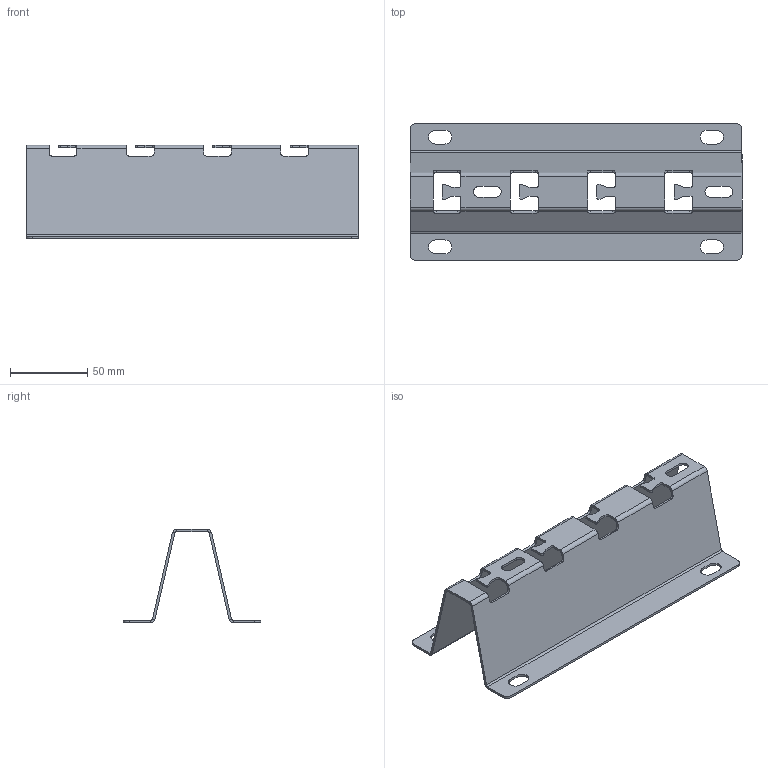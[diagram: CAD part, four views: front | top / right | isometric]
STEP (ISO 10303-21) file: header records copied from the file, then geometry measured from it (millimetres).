
FILE_DESCRIPTION (( 'STEP AP214' ), '1' );
FILE_NAME ('knn200 Êðîíøòåéí íàñòåííî-íàïîëüíûé 200 EKF.STEP', '2020-08-26T12:54:04', ( '' ), ( '' ), 'SwSTEP 2.0', 'SolidWorks 2019', '' );
FILE_SCHEMA (( 'AUTOMOTIVE_DESIGN' ));
Length unit declared in the file: millimetre
Products named in the file (1): knn200 Êðîíøòåéí íàñòåííî-íàïîëüíûé 200 EKF
Bounding box: 215 x 89.12 x 60.41 mm (x, y, z)
Volume: 53969.8 mm3; surface area: 74291.7 mm2
Topology: 1 solids, 1 shells, 200 faces, 522 edges, 316 vertices
Faces by surface type: plane 122, cylinder 78
Entity records: 6108 total; most frequent: DIRECTION 1080, ORIENTED_EDGE 1044, CARTESIAN_POINT 1039, EDGE_CURVE 522, LINE 366, VECTOR 366, AXIS2_PLACEMENT_3D 357, VERTEX_POINT 316
